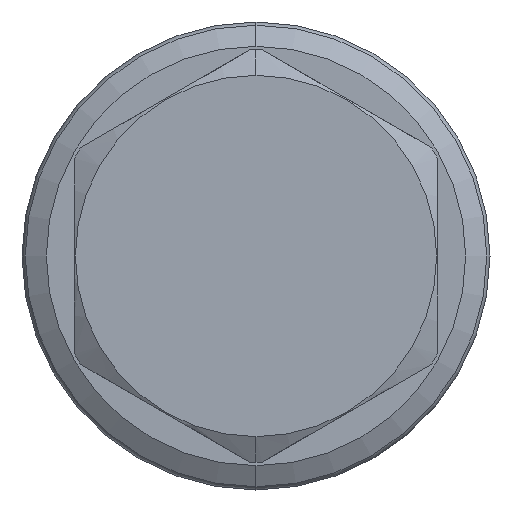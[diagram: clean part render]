
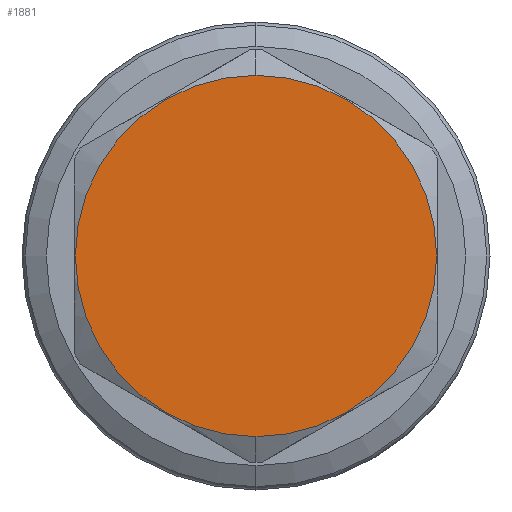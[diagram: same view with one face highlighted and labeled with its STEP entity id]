
A CAD part, left-side view. The second image highlights one B-rep face of the part: STEP entity #1881.
In plain terms, the highlighted planar face has unit normal (-1, 0, 0).
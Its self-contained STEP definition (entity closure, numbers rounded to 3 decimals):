
#702 = CARTESIAN_POINT ( 'NONE',  ( 0., 0., 20.5 ) ) ;
#757 = CARTESIAN_POINT ( 'NONE',  ( 0., 0., 0. ) ) ;
#758 = DIRECTION ( 'NONE',  ( -1., 0., 0. ) ) ;
#760 = DIRECTION ( 'NONE',  ( 0., 0., 1. ) ) ;
#1145 = CARTESIAN_POINT ( 'NONE',  ( 0., 0., -20.5 ) ) ;
#1282 = AXIS2_PLACEMENT_3D ( 'NONE', #757, #758, #760 ) ;
#1881 = ADVANCED_FACE ( 'NONE', ( #2723 ), #4701, .F. ) ;
#2539 = EDGE_CURVE ( 'NONE', #7709, #5931, #4375, .T. ) ;
#2723 = FACE_OUTER_BOUND ( 'NONE', #5247, .T. ) ;
#3335 = CARTESIAN_POINT ( 'NONE',  ( 0., 0., 0. ) ) ;
#3336 = DIRECTION ( 'NONE',  ( -1., 0., 0. ) ) ;
#3337 = DIRECTION ( 'NONE',  ( 0., 0., 1. ) ) ;
#4375 = CIRCLE ( 'NONE', #6836, 20.5 ) ;
#4611 = CIRCLE ( 'NONE', #1282, 20.5 ) ;
#4697 = CARTESIAN_POINT ( 'NONE',  ( 0., 0., -23.787 ) ) ;
#4698 = DIRECTION ( 'NONE',  ( 1., 0., 0. ) ) ;
#4701 = PLANE ( 'NONE',  #6642 ) ;
#4714 = DIRECTION ( 'NONE',  ( 0., 0., -1. ) ) ;
#5209 = ORIENTED_EDGE ( 'NONE', *, *, #2539, .T. ) ;
#5247 = EDGE_LOOP ( 'NONE', ( #5209, #5257 ) ) ;
#5257 = ORIENTED_EDGE ( 'NONE', *, *, #5962, .T. ) ;
#5931 = VERTEX_POINT ( 'NONE', #702 ) ;
#5962 = EDGE_CURVE ( 'NONE', #5931, #7709, #4611, .T. ) ;
#6642 = AXIS2_PLACEMENT_3D ( 'NONE', #4697, #4698, #4714 ) ;
#6836 = AXIS2_PLACEMENT_3D ( 'NONE', #3335, #3336, #3337 ) ;
#7709 = VERTEX_POINT ( 'NONE', #1145 ) ;
